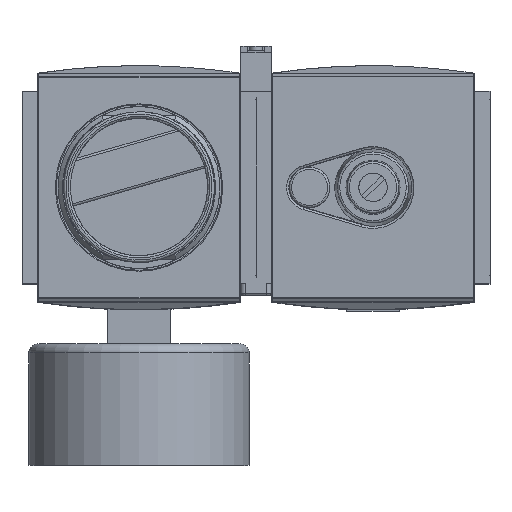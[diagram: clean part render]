
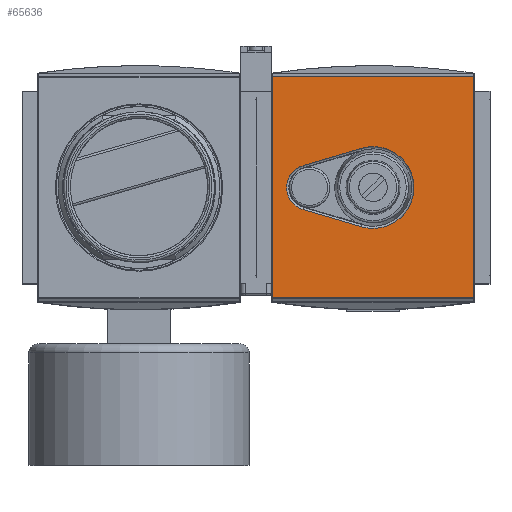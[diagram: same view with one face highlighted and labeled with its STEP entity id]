
A CAD part, top view. The second image highlights one B-rep face of the part: STEP entity #65636.
In plain terms, the highlighted face is planar.
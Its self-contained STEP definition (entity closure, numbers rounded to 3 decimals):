
#65561=CARTESIAN_POINT('',(52.0,0.,34.));
#65562=DIRECTION('',(0.0,0.0,-1.0));
#65563=DIRECTION('',(0.0,-1.0,0.0));
#65564=AXIS2_PLACEMENT_3D('',#65561,#65562,#65563);
#65565=PLANE('',#65564);
#65566=CARTESIAN_POINT('',(29.6,-24.546,34.));
#65567=VERTEX_POINT('',#65566);
#65568=CARTESIAN_POINT('',(29.6,24.573,34.));
#65569=VERTEX_POINT('',#65568);
#65570=CARTESIAN_POINT('',(29.6,-24.546,34.));
#65571=DIRECTION('',(0.0,1.0,0.0));
#65572=VECTOR('',#65571,49.119);
#65573=LINE('',#65570,#65572);
#65574=EDGE_CURVE('',#65567,#65569,#65573,.T.);
#65575=ORIENTED_EDGE('',*,*,#65574,.F.);
#65576=CARTESIAN_POINT('',(74.4,-24.546,34.));
#65577=VERTEX_POINT('',#65576);
#65578=CARTESIAN_POINT('',(74.4,-24.546,34.));
#65579=DIRECTION('',(-1.0,0.0,0.0));
#65580=VECTOR('',#65579,44.8);
#65581=LINE('',#65578,#65580);
#65582=EDGE_CURVE('',#65577,#65567,#65581,.T.);
#65583=ORIENTED_EDGE('',*,*,#65582,.F.);
#65584=CARTESIAN_POINT('',(74.4,24.573,34.));
#65585=VERTEX_POINT('',#65584);
#65586=CARTESIAN_POINT('',(74.4,24.573,34.));
#65587=DIRECTION('',(0.0,-1.0,0.0));
#65588=VECTOR('',#65587,49.119);
#65589=LINE('',#65586,#65588);
#65590=EDGE_CURVE('',#65585,#65577,#65589,.T.);
#65591=ORIENTED_EDGE('',*,*,#65590,.F.);
#65592=CARTESIAN_POINT('',(29.6,24.573,34.));
#65593=DIRECTION('',(1.0,0.0,0.0));
#65594=VECTOR('',#65593,44.8);
#65595=LINE('',#65592,#65594);
#65596=EDGE_CURVE('',#65569,#65585,#65595,.T.);
#65597=ORIENTED_EDGE('',*,*,#65596,.F.);
#65598=EDGE_LOOP('',(#65575,#65583,#65591,#65597));
#65599=FACE_OUTER_BOUND('',#65598,.T.);
#65600=CARTESIAN_POINT('',(49.418,8.726,34.));
#65601=VERTEX_POINT('',#65600);
#65602=CARTESIAN_POINT('',(49.418,-8.726,34.));
#65603=VERTEX_POINT('',#65602);
#65604=CARTESIAN_POINT('',(52.0,0.,34.));
#65605=DIRECTION('',(0.0,0.0,-1.0));
#65606=DIRECTION('',(0.0,-1.0,0.0));
#65607=AXIS2_PLACEMENT_3D('',#65604,#65605,#65606);
#65608=CIRCLE('',#65607,9.1);
#65609=EDGE_CURVE('',#65601,#65603,#65608,.T.);
#65610=ORIENTED_EDGE('',*,*,#65609,.T.);
#65611=CARTESIAN_POINT('',(36.453,-4.89,34.));
#65612=VERTEX_POINT('',#65611);
#65613=CARTESIAN_POINT('',(49.418,-8.726,34.));
#65614=DIRECTION('',(-0.959,0.284,0.0));
#65615=VECTOR('',#65614,13.521);
#65616=LINE('',#65613,#65615);
#65617=EDGE_CURVE('',#65603,#65612,#65616,.T.);
#65618=ORIENTED_EDGE('',*,*,#65617,.T.);
#65619=CARTESIAN_POINT('',(36.453,4.89,34.));
#65620=VERTEX_POINT('',#65619);
#65621=CARTESIAN_POINT('',(37.9,0.,34.));
#65622=DIRECTION('',(0.0,0.0,-1.0));
#65623=DIRECTION('',(0.0,-1.0,0.0));
#65624=AXIS2_PLACEMENT_3D('',#65621,#65622,#65623);
#65625=CIRCLE('',#65624,5.1);
#65626=EDGE_CURVE('',#65612,#65620,#65625,.T.);
#65627=ORIENTED_EDGE('',*,*,#65626,.T.);
#65628=CARTESIAN_POINT('',(36.453,4.89,34.));
#65629=DIRECTION('',(0.959,0.284,0.0));
#65630=VECTOR('',#65629,13.521);
#65631=LINE('',#65628,#65630);
#65632=EDGE_CURVE('',#65620,#65601,#65631,.T.);
#65633=ORIENTED_EDGE('',*,*,#65632,.T.);
#65634=EDGE_LOOP('',(#65610,#65618,#65627,#65633));
#65635=FACE_BOUND('',#65634,.T.);
#65636=ADVANCED_FACE('',(#65599,#65635),#65565,.F.);
